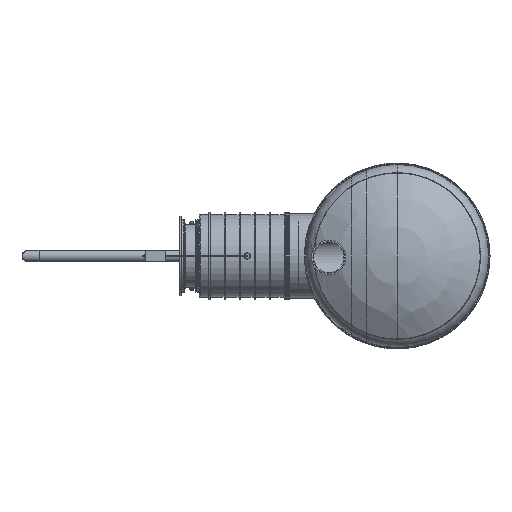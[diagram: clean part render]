
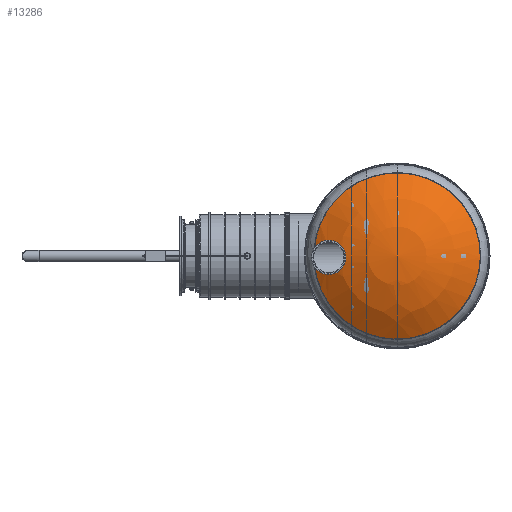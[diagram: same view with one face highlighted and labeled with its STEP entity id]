
A CAD part, left-side view. The second image highlights one B-rep face of the part: STEP entity #13286.
In plain terms, the highlighted spherical face has radius 1446 mm.
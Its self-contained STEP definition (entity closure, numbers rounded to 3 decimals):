
#89=SPHERICAL_SURFACE('',#14997,1446.);
#2417=CIRCLE('',#14995,830.353);
#3272=ORIENTED_EDGE('',*,*,#6642,.F.);
#3273=ORIENTED_EDGE('',*,*,#6640,.F.);
#6640=EDGE_CURVE('',#8345,#8346,#2417,.T.);
#6642=EDGE_CURVE('',#8346,#8345,#9590,.T.);
#8345=VERTEX_POINT('',#21546);
#8346=VERTEX_POINT('',#21547);
#9590=B_SPLINE_CURVE_WITH_KNOTS('',3,(#21552,#21553,#21554,#21555,#21556,
#21557,#21558,#21559,#21560,#21561,#21562,#21563,#21564,#21565,#21566,#21567,
#21568,#21569,#21570,#21571,#21572,#21573,#21574,#21575,#21576,#21577,#21578,
#21579,#21580,#21581,#21582,#21583,#21584,#21585,#21586,#21587,#21588,#21589,
#21590,#21591,#21592,#21593,#21594,#21595,#21596,#21597,#21598,#21599,#21600,
#21601,#21602,#21603,#21604,#21605,#21606,#21607,#21608,#21609,#21610,#21611,
#21612,#21613,#21614,#21615,#21616,#21617,#21618,#21619,#21620,#21621,#21622,
#21623,#21624,#21625,#21626,#21627),.UNSPECIFIED.,.F.,.F.,(4,1,1,1,1,1,
1,1,1,1,1,1,1,1,1,1,1,1,1,1,1,1,1,1,1,1,1,1,1,1,1,1,1,1,1,1,1,1,1,1,1,1,
1,1,1,1,1,1,1,1,1,1,1,1,1,1,1,1,1,1,1,1,1,1,1,1,1,1,1,1,1,1,1,4),(0.,
0.015,0.03,0.044,0.059,
0.074,0.089,0.103,0.111,
0.118,0.133,0.148,0.162,0.17,
0.177,0.192,0.207,0.222,
0.236,0.251,0.266,0.281,
0.295,0.303,0.31,0.325,
0.34,0.355,0.369,0.384,0.399,
0.414,0.428,0.443,0.458,
0.465,0.473,0.48,0.487,
0.502,0.517,0.524,0.532,
0.547,0.561,0.576,0.591,
0.606,0.613,0.62,0.635,
0.65,0.665,0.679,0.694,
0.709,0.724,0.731,0.739,
0.753,0.768,0.783,0.798,
0.812,0.827,0.842,0.857,0.864,
0.872,0.886,0.901,0.916,
0.931,0.945),.UNSPECIFIED.);
#9949=EDGE_LOOP('',(#3272,#3273));
#11481=FACE_BOUND('',#9949,.T.);
#13286=ADVANCED_FACE('',(#11481),#89,.T.);
#14995=AXIS2_PLACEMENT_3D('',#21548,#16892,#16893);
#14997=AXIS2_PLACEMENT_3D('',#21551,#16896,#16897);
#16892=DIRECTION('',(0.,0.,-1.));
#16893=DIRECTION('',(-1.,0.,0.));
#16896=DIRECTION('',(0.,0.,-1.));
#16897=DIRECTION('',(-1.,0.,0.));
#21546=CARTESIAN_POINT('',(35.718,829.585,-262.18));
#21547=CARTESIAN_POINT('',(-68.82,827.496,-262.18));
#21548=CARTESIAN_POINT('',(0.,0.,-262.18));
#21551=CARTESIAN_POINT('',(0.,0.,-1446.));
#21552=CARTESIAN_POINT('',(-68.82,827.496,-262.18));
#21553=CARTESIAN_POINT('',(-73.422,825.773,-261.243));
#21554=CARTESIAN_POINT('',(-82.337,821.945,-259.148));
#21555=CARTESIAN_POINT('',(-94.904,815.13,-255.393));
#21556=CARTESIAN_POINT('',(-106.684,807.301,-251.063));
#21557=CARTESIAN_POINT('',(-117.745,798.416,-246.142));
#21558=CARTESIAN_POINT('',(-127.735,788.805,-240.82));
#21559=CARTESIAN_POINT('',(-136.727,778.508,-235.124));
#21560=CARTESIAN_POINT('',(-143.411,769.37,-230.08));
#21561=CARTESIAN_POINT('',(-148.276,761.727,-225.869));
#21562=CARTESIAN_POINT('',(-152.757,753.972,-221.602));
#21563=CARTESIAN_POINT('',(-157.678,744.042,-216.151));
#21564=CARTESIAN_POINT('',(-162.526,731.772,-209.438));
#21565=CARTESIAN_POINT('',(-165.699,721.246,-203.7));
#21566=CARTESIAN_POINT('',(-167.708,712.655,-199.031));
#21567=CARTESIAN_POINT('',(-169.341,704.063,-194.37));
#21568=CARTESIAN_POINT('',(-170.702,693.281,-188.538));
#21569=CARTESIAN_POINT('',(-171.262,680.284,-181.535));
#21570=CARTESIAN_POINT('',(-170.75,667.237,-174.533));
#21571=CARTESIAN_POINT('',(-169.125,654.094,-167.506));
#21572=CARTESIAN_POINT('',(-166.427,641.239,-160.658));
#21573=CARTESIAN_POINT('',(-162.669,628.642,-153.972));
#21574=CARTESIAN_POINT('',(-157.84,616.317,-147.451));
#21575=CARTESIAN_POINT('',(-152.892,606.274,-142.154));
#21576=CARTESIAN_POINT('',(-148.353,598.397,-138.007));
#21577=CARTESIAN_POINT('',(-143.498,590.758,-133.989));
#21578=CARTESIAN_POINT('',(-136.82,581.608,-129.185));
#21579=CARTESIAN_POINT('',(-127.82,571.284,-123.773));
#21580=CARTESIAN_POINT('',(-117.823,561.65,-118.726));
#21581=CARTESIAN_POINT('',(-106.689,552.699,-114.034));
#21582=CARTESIAN_POINT('',(-94.838,544.828,-109.902));
#21583=CARTESIAN_POINT('',(-82.263,538.021,-106.316));
#21584=CARTESIAN_POINT('',(-68.971,532.316,-103.289));
#21585=CARTESIAN_POINT('',(-54.828,527.755,-100.839));
#21586=CARTESIAN_POINT('',(-40.454,524.578,-99.089));
#21587=CARTESIAN_POINT('',(-28.262,523.05,-98.195));
#21588=CARTESIAN_POINT('',(-18.388,522.515,-97.825));
#21589=CARTESIAN_POINT('',(-10.907,522.463,-97.724));
#21590=CARTESIAN_POINT('',(-3.404,522.77,-97.803));
#21591=CARTESIAN_POINT('',(6.466,523.645,-98.145));
#21592=CARTESIAN_POINT('',(18.632,525.595,-99.007));
#21593=CARTESIAN_POINT('',(30.541,528.666,-100.437));
#21594=CARTESIAN_POINT('',(39.943,531.813,-101.934));
#21595=CARTESIAN_POINT('',(49.082,535.359,-103.636));
#21596=CARTESIAN_POINT('',(60.042,540.519,-106.141));
#21597=CARTESIAN_POINT('',(72.466,547.82,-109.724));
#21598=CARTESIAN_POINT('',(84.202,556.256,-113.904));
#21599=CARTESIAN_POINT('',(94.868,565.502,-118.523));
#21600=CARTESIAN_POINT('',(102.949,573.868,-122.733));
#21601=CARTESIAN_POINT('',(108.928,580.938,-126.311));
#21602=CARTESIAN_POINT('',(114.603,588.283,-130.04));
#21603=CARTESIAN_POINT('',(120.984,597.783,-134.891));
#21604=CARTESIAN_POINT('',(127.528,609.616,-140.974));
#21605=CARTESIAN_POINT('',(133.,621.865,-147.314));
#21606=CARTESIAN_POINT('',(137.424,634.583,-153.944));
#21607=CARTESIAN_POINT('',(140.699,647.428,-160.687));
#21608=CARTESIAN_POINT('',(142.872,660.377,-167.532));
#21609=CARTESIAN_POINT('',(143.78,671.257,-173.326));
#21610=CARTESIAN_POINT('',(143.962,680.009,-178.01));
#21611=CARTESIAN_POINT('',(143.777,688.813,-182.74));
#21612=CARTESIAN_POINT('',(142.862,699.694,-188.619));
#21613=CARTESIAN_POINT('',(140.7,712.548,-195.613));
#21614=CARTESIAN_POINT('',(137.48,725.202,-202.549));
#21615=CARTESIAN_POINT('',(133.185,737.655,-209.425));
#21616=CARTESIAN_POINT('',(127.771,749.889,-216.231));
#21617=CARTESIAN_POINT('',(121.388,761.533,-222.758));
#21618=CARTESIAN_POINT('',(114.013,772.657,-229.04));
#21619=CARTESIAN_POINT('',(107.022,781.472,-234.057));
#21620=CARTESIAN_POINT('',(100.904,788.235,-237.928));
#21621=CARTESIAN_POINT('',(94.397,794.822,-241.713));
#21622=CARTESIAN_POINT('',(85.716,802.517,-246.163));
#21623=CARTESIAN_POINT('',(74.512,810.807,-250.999));
#21624=CARTESIAN_POINT('',(62.485,818.156,-255.326));
#21625=CARTESIAN_POINT('',(49.583,824.524,-259.116));
#21626=CARTESIAN_POINT('',(40.396,828.043,-261.241));
#21627=CARTESIAN_POINT('',(35.718,829.585,-262.18));
